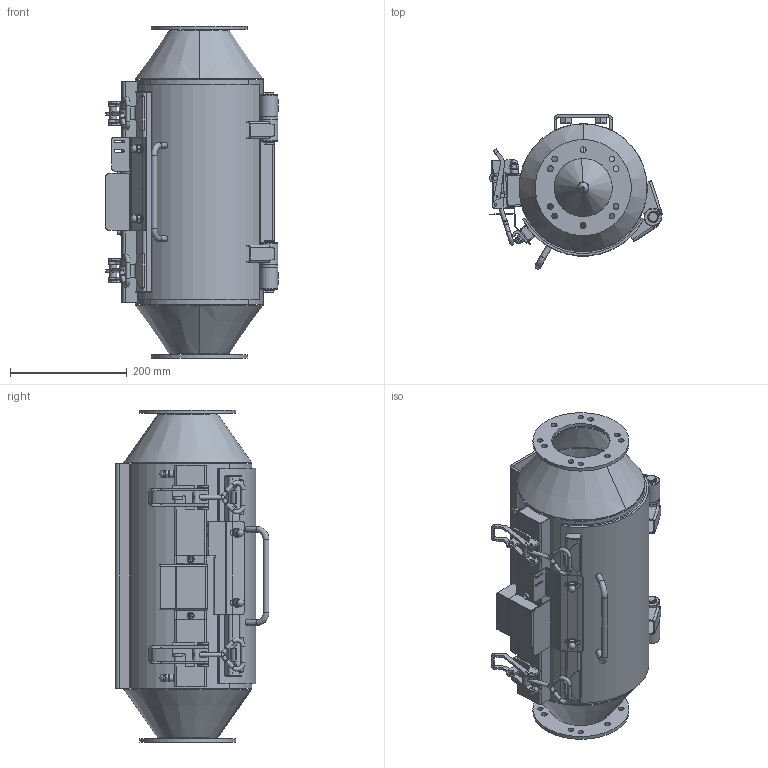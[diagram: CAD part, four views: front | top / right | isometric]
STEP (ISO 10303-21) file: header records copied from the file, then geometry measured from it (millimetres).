
FILE_DESCRIPTION(/* description */ (''),/* implementation_level */ '2;1');
FILE_NAME(/* name */ 'SPPE000160.stp',/* time_stamp */ '2018-06-15T08:30:40+02:00',/* author */ ('pw'),/* organization */ (''),/* preprocessor_version */ 'ST-DEVELOPER v16.5',/* originating_system */ 'Autodesk Inventor 2017',/* authorisation */ '');
FILE_SCHEMA (('AUTOMOTIVE_DESIGN { 1 0 10303 214 3 1 1 }'));
Length unit declared in the file: millimetre
Products named in the file (1): SPPE000160
Bounding box: 296.5 x 264.16 x 569.96 mm (x, y, z)
Volume: 2036183.8 mm3; surface area: 1461074.1 mm2
Topology: 73 solids, 73 shells, 1156 faces, 2727 edges, 1722 vertices
Faces by surface type: plane 638, cylinder 360, cone 119, torus 20, bspline 14, sphere 5
Full cylindrical faces by diameter (mm): 1.7 x8, 2.459 x2, 3 x4, 3.242 x2, 4 x8, 4.134 x2, 4.917 x1, 5.5 x2, 6 x6, 6.3 x2, 6.4 x2, 6.647 x4, 7 x12, 8 x9, 8.376 x1, 8.4 x2, 9.5 x8, 10 x20, 10.106 x4, 10.5 x1, 12 x4, 12.5 x4, 13 x2, 13.5 x4, 15.2 x4, 15.6 x1, 16 x9, 16.2 x4, 16.5 x2, 17 x1
Entity records: 34889 total; most frequent: CARTESIAN_POINT 8232, DIRECTION 5317, ORIENTED_EDGE 4782, EDGE_CURVE 2389, AXIS2_PLACEMENT_3D 1989, VERTEX_POINT 1640, EDGE_LOOP 1609, LINE 1339
